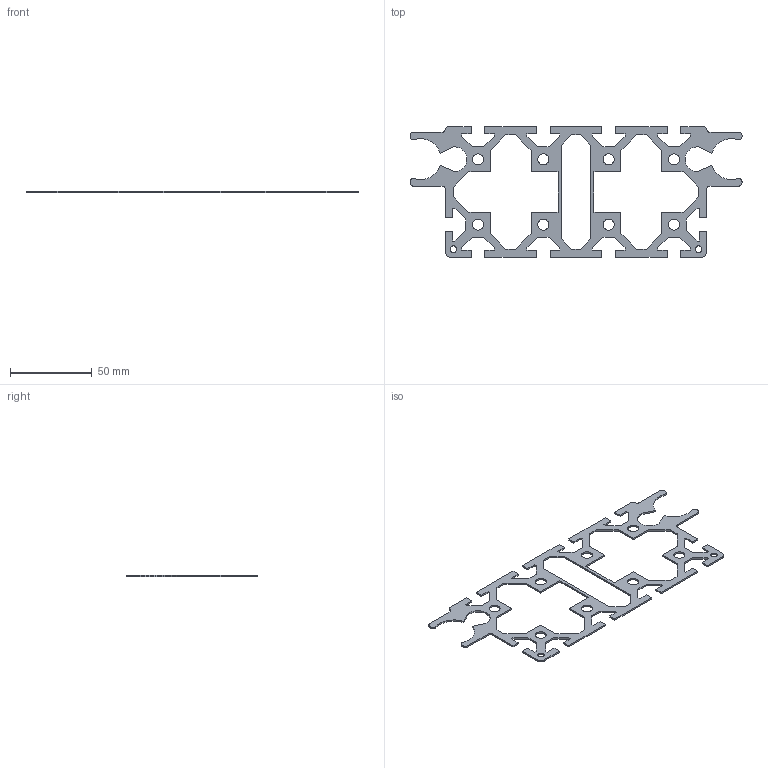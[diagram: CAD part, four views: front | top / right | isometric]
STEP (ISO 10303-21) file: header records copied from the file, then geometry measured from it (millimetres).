
FILE_DESCRIPTION((''),'2;1');
FILE_NAME('SP092_extern.ipt.step','2007-09-10T15:08:33',(''),(''),'Autodesk Inventor 11','Autodesk Inventor 11','');
FILE_SCHEMA(('AUTOMOTIVE_DESIGN { 1 0 10303 214 1 1 1 1 }'));
Length unit declared in the file: millimetre
Products named in the file (1): SP092_extern
Bounding box: 203.2 x 80 x 1 mm (x, y, z)
Volume: 5101.8 mm3; surface area: 12117.2 mm2
Topology: 1 solids, 1 shells, 194 faces, 586 edges, 394 vertices
Faces by surface type: plane 157, cylinder 20, bspline 17
Full cylindrical faces by diameter (mm): 4 x1, 6.8 x4
Entity records: 6581 total; most frequent: CARTESIAN_POINT 1340, ORIENTED_EDGE 1132, DIRECTION 986, EDGE_CURVE 566, VECTOR 502, LINE 502, VERTEX_POINT 384, AXIS2_PLACEMENT_3D 242
